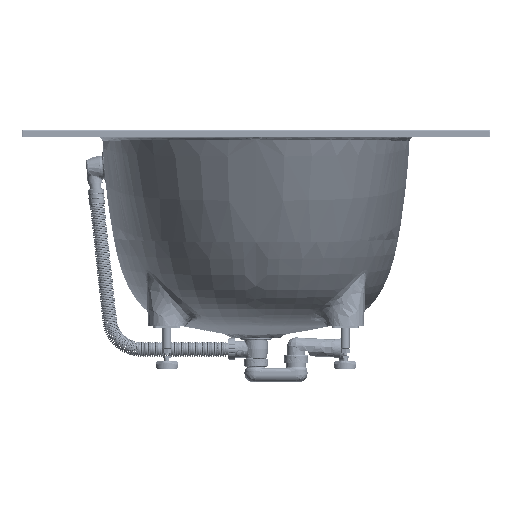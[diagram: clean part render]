
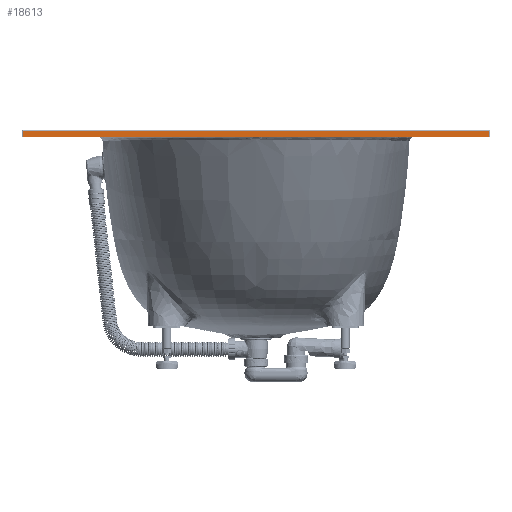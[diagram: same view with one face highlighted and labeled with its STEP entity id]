
A CAD part, left-side view. The second image highlights one B-rep face of the part: STEP entity #18613.
In plain terms, the highlighted planar face has unit normal (-1, 0, 0).
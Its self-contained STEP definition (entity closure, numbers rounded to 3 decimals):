
#3944=B_SPLINE_CURVE_WITH_KNOTS('',1,(#277567,#277568),.UNSPECIFIED.,.F.,
 .F.,(2,2),(-1.,0.),.UNSPECIFIED.);
#6448=PLANE('',#80388);
#18613=ADVANCED_FACE('',(#22427),#6448,.T.);
#22427=FACE_OUTER_BOUND('',#26508,.T.);
#26508=EDGE_LOOP('',(#41815,#41816,#41817,#41818));
#41815=ORIENTED_EDGE('',*,*,#54826,.F.);
#41816=ORIENTED_EDGE('',*,*,#54825,.F.);
#41817=ORIENTED_EDGE('',*,*,#54827,.F.);
#41818=ORIENTED_EDGE('',*,*,#54828,.T.);
#54825=EDGE_CURVE('',#64192,#64193,#79653,.T.);
#54826=EDGE_CURVE('',#64193,#64194,#79654,.T.);
#54827=EDGE_CURVE('',#64195,#64192,#79655,.T.);
#54828=EDGE_CURVE('',#64195,#64194,#3944,.T.);
#64192=VERTEX_POINT('',#276390);
#64193=VERTEX_POINT('',#276391);
#64194=VERTEX_POINT('',#276392);
#64195=VERTEX_POINT('',#276393);
#79653=(
BOUNDED_CURVE()
B_SPLINE_CURVE(1,(#277561,#277562),.UNSPECIFIED.,.F.,.F.)
B_SPLINE_CURVE_WITH_KNOTS((2,2),(0.,1.),.UNSPECIFIED.)
CURVE()
GEOMETRIC_REPRESENTATION_ITEM()
RATIONAL_B_SPLINE_CURVE((1.,1.))
REPRESENTATION_ITEM('')
);
#79654=(
BOUNDED_CURVE()
B_SPLINE_CURVE(1,(#277563,#277564),.UNSPECIFIED.,.F.,.F.)
B_SPLINE_CURVE_WITH_KNOTS((2,2),(-1.,0.),.UNSPECIFIED.)
CURVE()
GEOMETRIC_REPRESENTATION_ITEM()
RATIONAL_B_SPLINE_CURVE((1.,1.))
REPRESENTATION_ITEM('')
);
#79655=(
BOUNDED_CURVE()
B_SPLINE_CURVE(1,(#277565,#277566),.UNSPECIFIED.,.F.,.F.)
B_SPLINE_CURVE_WITH_KNOTS((2,2),(0.,1.),.UNSPECIFIED.)
CURVE()
GEOMETRIC_REPRESENTATION_ITEM()
RATIONAL_B_SPLINE_CURVE((1.,1.))
REPRESENTATION_ITEM('')
);
#80388=AXIS2_PLACEMENT_3D('',#275554,#81011,$);
#81011=DIRECTION('',(-1.,0.,0.));
#275554=CARTESIAN_POINT('',(-1025.,-523.,424.966));
#276390=CARTESIAN_POINT('',(-1025.,523.,437.966));
#276391=CARTESIAN_POINT('',(-1025.,-523.,437.966));
#276392=CARTESIAN_POINT('',(-1025.,-523.,424.966));
#276393=CARTESIAN_POINT('',(-1025.,523.,424.966));
#277561=CARTESIAN_POINT('',(-1025.,523.,437.966));
#277562=CARTESIAN_POINT('',(-1025.,-523.,437.966));
#277563=CARTESIAN_POINT('',(-1025.,-523.,437.966));
#277564=CARTESIAN_POINT('',(-1025.,-523.,424.966));
#277565=CARTESIAN_POINT('',(-1025.,523.,424.966));
#277566=CARTESIAN_POINT('',(-1025.,523.,437.966));
#277567=CARTESIAN_POINT('',(-1025.,523.,424.966));
#277568=CARTESIAN_POINT('',(-1025.,-523.,424.966));
